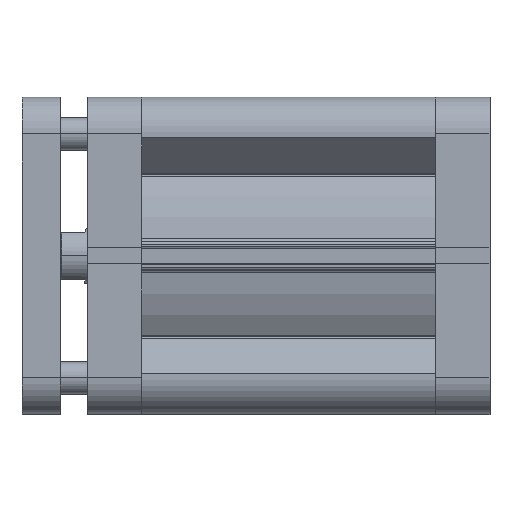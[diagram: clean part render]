
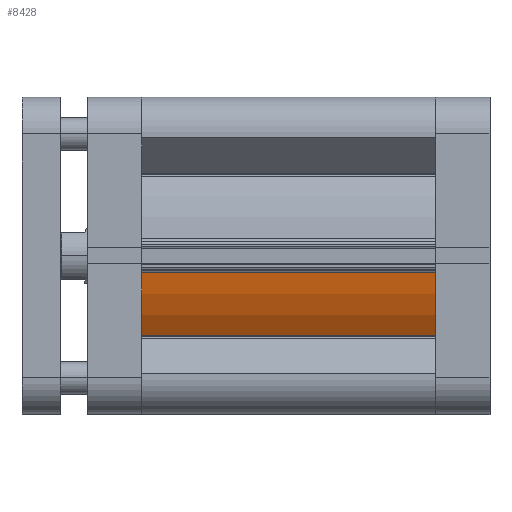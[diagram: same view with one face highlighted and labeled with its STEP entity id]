
A CAD part, top view. The second image highlights one B-rep face of the part: STEP entity #8428.
In plain terms, the highlighted cylindrical face has radius 53.5 mm (diameter 107 mm), a partial arc.
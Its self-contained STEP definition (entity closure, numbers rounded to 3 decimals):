
#1071 = LINE ( 'NONE', #2157, #1072 ) ;
#1072 = VECTOR ( 'NONE', #2158, 1000. ) ;
#2040 = LINE ( 'NONE', #3573, #2041 ) ;
#2041 = VECTOR ( 'NONE', #3574, 1000. ) ;
#2157 = CARTESIAN_POINT ( 'NONE',  ( 44.961, -28.996, 107.5 ) ) ;
#2158 = DIRECTION ( 'NONE',  ( 0., 0., -1. ) ) ;
#3573 = CARTESIAN_POINT ( 'NONE',  ( 53.147, -6.135, 107.5 ) ) ;
#3574 = DIRECTION ( 'NONE',  ( 0., 0., 1. ) ) ;
#4451 = DIRECTION ( 'NONE',  ( -1., 0., 0. ) ) ;
#4452 = DIRECTION ( 'NONE',  ( 0., 0., -1. ) ) ;
#4453 = CARTESIAN_POINT ( 'NONE',  ( 0., 0., 107.5 ) ) ;
#4875 = CYLINDRICAL_SURFACE ( 'NONE', #8032, 53.5 ) ;
#4877 = FACE_OUTER_BOUND ( 'NONE', #8907, .T. ) ;
#5280 = EDGE_CURVE ( 'NONE', #10300, #10294, #7084, .T. ) ;
#5334 = EDGE_CURVE ( 'NONE', #10306, #10229, #7176, .T. ) ;
#5605 = EDGE_CURVE ( 'NONE', #10300, #10306, #1071, .T. ) ;
#6189 = EDGE_CURVE ( 'NONE', #10229, #10294, #2040, .T. ) ;
#6207 = AXIS2_PLACEMENT_3D ( 'NONE', #10538, #10540, #10541 ) ;
#6226 = AXIS2_PLACEMENT_3D ( 'NONE', #10665, #10668, #10669 ) ;
#7003 = ORIENTED_EDGE ( 'NONE', *, *, #6189, .T. ) ;
#7004 = ORIENTED_EDGE ( 'NONE', *, *, #5334, .T. ) ;
#7005 = ORIENTED_EDGE ( 'NONE', *, *, #5605, .T. ) ;
#7006 = ORIENTED_EDGE ( 'NONE', *, *, #5280, .F. ) ;
#7084 = CIRCLE ( 'NONE', #6207, 53.5 ) ;
#7176 = CIRCLE ( 'NONE', #6226, 53.5 ) ;
#8032 = AXIS2_PLACEMENT_3D ( 'NONE', #4453, #4452, #4451 ) ;
#8428 = ADVANCED_FACE ( 'NONE', ( #4877 ), #4875, .T. ) ;
#8907 = EDGE_LOOP ( 'NONE', ( #7006, #7005, #7004, #7003 ) ) ;
#9622 = CARTESIAN_POINT ( 'NONE',  ( 53.147, -6.135, 0. ) ) ;
#9687 = CARTESIAN_POINT ( 'NONE',  ( 53.147, -6.135, 107.5 ) ) ;
#9693 = CARTESIAN_POINT ( 'NONE',  ( 44.961, -28.996, 107.5 ) ) ;
#9699 = CARTESIAN_POINT ( 'NONE',  ( 44.961, -28.996, 0. ) ) ;
#10229 = VERTEX_POINT ( 'NONE', #9622 ) ;
#10294 = VERTEX_POINT ( 'NONE', #9687 ) ;
#10300 = VERTEX_POINT ( 'NONE', #9693 ) ;
#10306 = VERTEX_POINT ( 'NONE', #9699 ) ;
#10538 = CARTESIAN_POINT ( 'NONE',  ( 0., 0., 107.5 ) ) ;
#10540 = DIRECTION ( 'NONE',  ( 0., 0., 1. ) ) ;
#10541 = DIRECTION ( 'NONE',  ( 1., 0., 0. ) ) ;
#10665 = CARTESIAN_POINT ( 'NONE',  ( 0., 0., 0. ) ) ;
#10668 = DIRECTION ( 'NONE',  ( 0., 0., 1. ) ) ;
#10669 = DIRECTION ( 'NONE',  ( 1., 0., 0. ) ) ;
